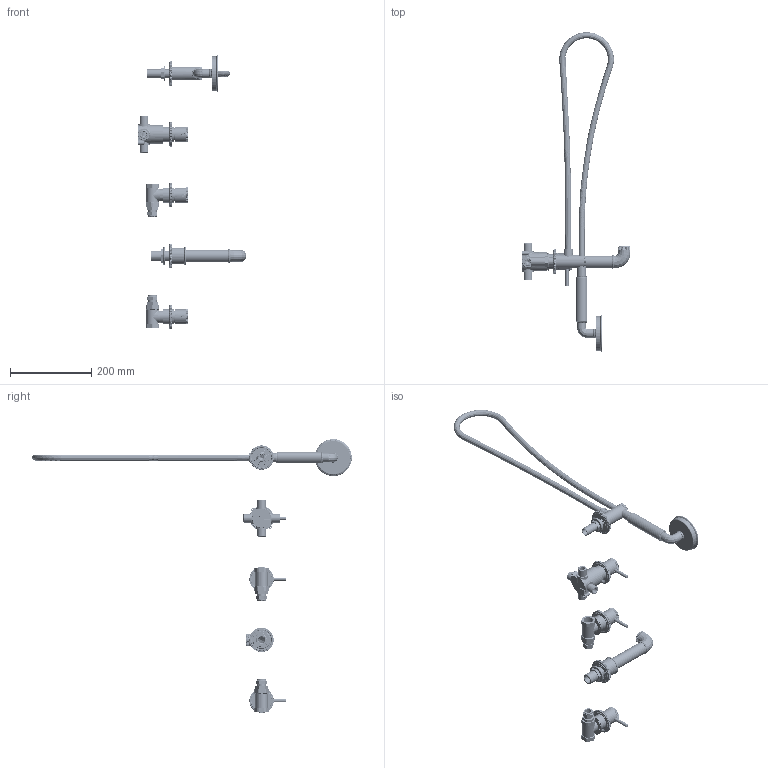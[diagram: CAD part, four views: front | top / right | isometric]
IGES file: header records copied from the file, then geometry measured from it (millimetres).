
Global section: file name: AGM76.A008 - PRI450 - 5 Hole Bath Filler Spout & Handset; native system: Autodesk Inventor 2016; preprocessor: unknown; author: Utilizador; date: 20190508.120925; units: millimetre
Bounding box: 268.6 x 788.39 x 675.5 mm (x, y, z)
Volume: 604362.6 mm3; surface area: 448015.5 mm2
Topology: 71 solids, 78 shells, 30484 faces, 67107 edges, 36890 vertices
Faces by surface type: bspline 22839, cylinder 5644, plane 1174, revolution 696, cone 131
Full cylindrical faces by diameter (mm): 5 x2, 6 x3, 7 x6, 8 x3, 8.8 x3, 11 x1, 12.5 x2, 13 x2, 13.7 x1, 13.99 x1, 13.999 x1, 14 x4, 14.5 x1, 14.75 x1, 15 x1, 16 x3, 16.5 x1, 16.662 x1, 17.2 x1, 17.3 x2, 18 x3, 18.5 x1, 19 x1, 19.05 x2, 19.781 x1, 19.8 x3, 20 x2, 20.9 x3, 20.955 x7, 21 x5
